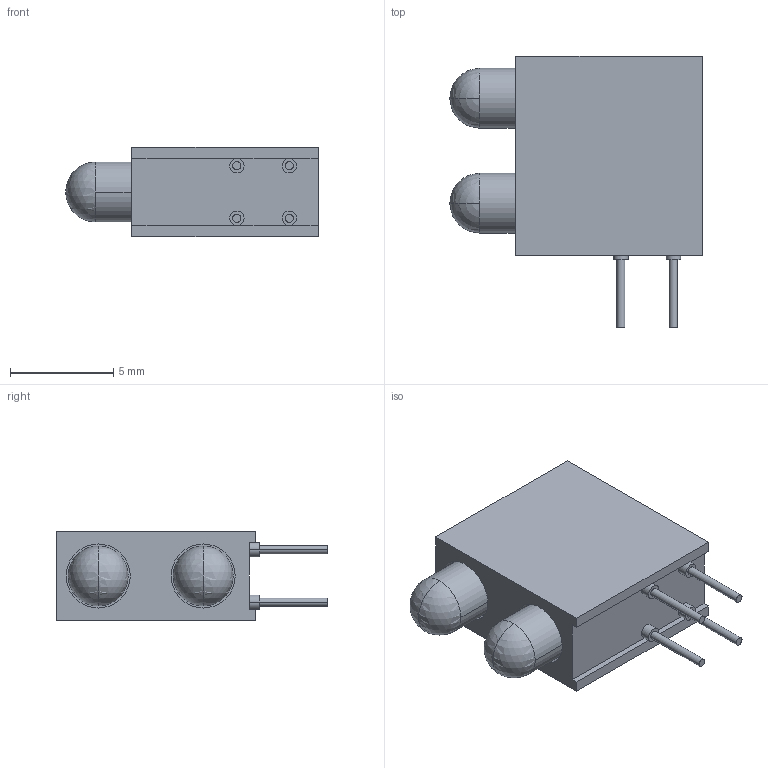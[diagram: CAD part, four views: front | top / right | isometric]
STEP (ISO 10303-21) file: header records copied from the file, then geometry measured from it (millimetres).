
FILE_DESCRIPTION(('STEP AP242'),'1');
FILE_NAME('indicator_l-7104eb_2id.stp','2022-12-20T06:37:09',('TraceParts'),('TraceParts S.A.'),'Spatial InterOp 3D',' ',' ');
FILE_SCHEMA(('AP242_MANAGED_MODEL_BASED_3D_ENGINEERING_MIM_LF {1 0 10303 442 1 1 4}'));
Length unit declared in the file: millimetre
Products named in the file (1): indicator_l-7104eb_2id
Bounding box: 12.22 x 13.15 x 4.32 mm (x, y, z)
Volume: 404.6 mm3; surface area: 423.8 mm2
Topology: 1 solids, 1 shells, 52 faces, 126 edges, 76 vertices
Faces by surface type: cylinder 24, plane 24, sphere 4
Entity records: 1908 total; most frequent: DIRECTION 282, CARTESIAN_POINT 247, ORIENTED_EDGE 236, EDGE_CURVE 118, AXIS2_PLACEMENT_3D 111, VERTEX_POINT 76, EDGE_LOOP 60, LINE 60
